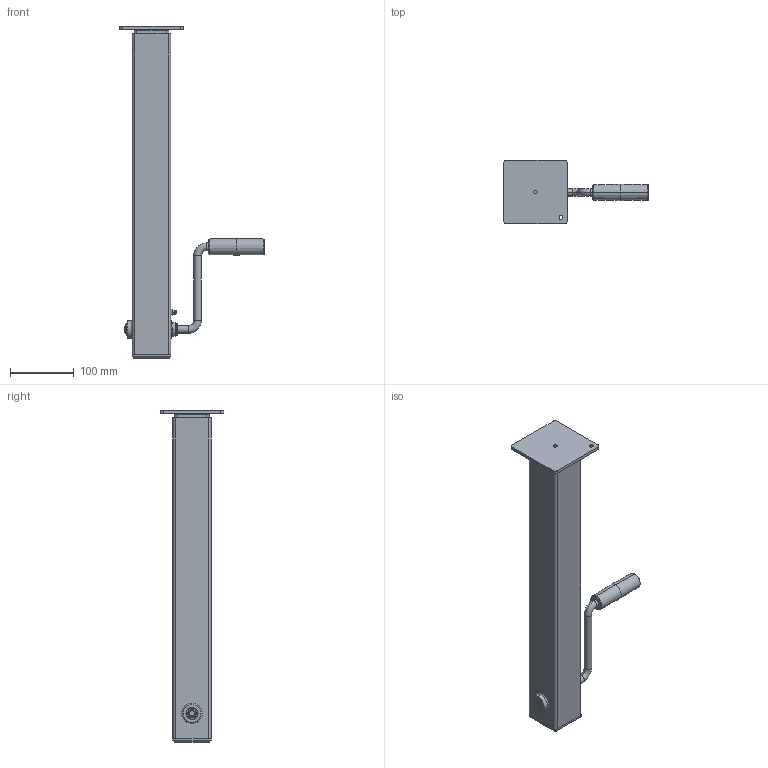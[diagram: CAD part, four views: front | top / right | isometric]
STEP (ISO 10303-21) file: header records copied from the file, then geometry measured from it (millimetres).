
FILE_DESCRIPTION(('CoCreate Modeling STEP Export'),'2;1');
FILE_NAME('203522.stp','2009-06-25T14:19:25',(''),(''),'CoCreate Modeling STEP processor for AP214 (Solid Model)','CoCreate Modeling 16.00A 16-Aug-2008 (C) Parametric Technology GmbH','');
FILE_SCHEMA(('AUTOMOTIVE_DESIGN { 1 0 10303 214 1 1 1 1 }'));
Length unit declared in the file: millimetre
Products named in the file (4): Schaft; Kurbel; Stütze; Spindelwinde_203522A
Assembly tree (3 placements, depth 2):
  Spindelwinde_203522A
    Stütze
    Kurbel
    Schaft
Bounding box: 227.5 x 100 x 522.5 mm (x, y, z)
Volume: 3207165.3 mm3; surface area: 260491.2 mm2
Topology: 3 solids, 3 shells, 344 faces, 3755 edges, 3561 vertices
Faces by surface type: plane 227, cylinder 71, cone 28, torus 14, sphere 4
Entity records: 37529 total; most frequent: CARTESIAN_POINT 7762, ORIENTED_EDGE 7510, DIRECTION 4094, EDGE_CURVE 3755, VERTEX_POINT 3561, VECTOR 3512, LINE 3512, EDGE_LOOP 496
